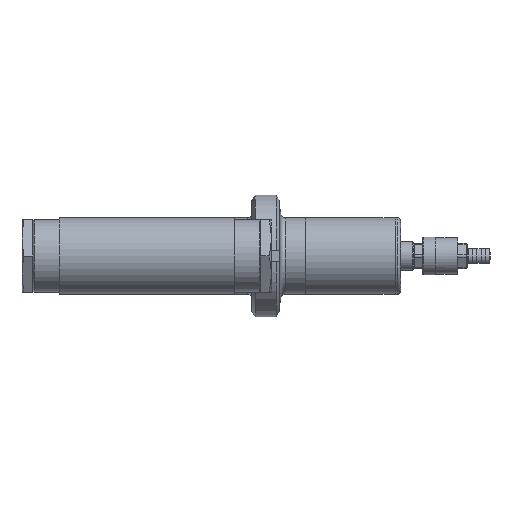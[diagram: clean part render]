
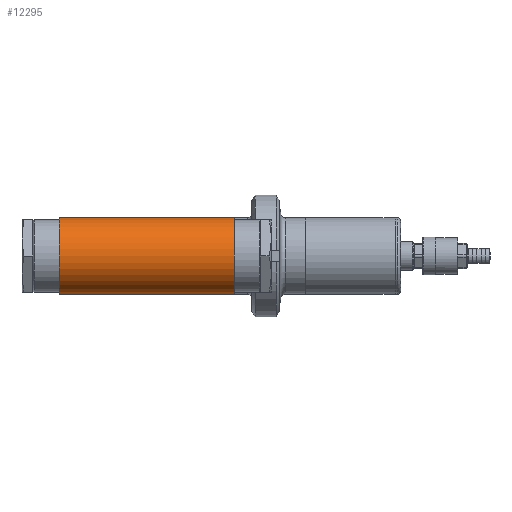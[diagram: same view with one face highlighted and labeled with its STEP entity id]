
A CAD part, left-side view. The second image highlights one B-rep face of the part: STEP entity #12295.
In plain terms, the highlighted cylindrical face has radius 35 mm (diameter 70 mm), a full revolution.
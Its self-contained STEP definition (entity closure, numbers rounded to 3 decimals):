
#3150=ELLIPSE('',#14266,50.931,35.);
#3151=ELLIPSE('',#14267,50.931,35.);
#3163=ORIENTED_EDGE('',*,*,#6724,.T.);
#3164=ORIENTED_EDGE('',*,*,#6725,.F.);
#3165=ORIENTED_EDGE('',*,*,#6726,.T.);
#3166=ORIENTED_EDGE('',*,*,#6727,.T.);
#6724=EDGE_CURVE('',#8505,#8505,#9725,.T.);
#6725=EDGE_CURVE('',#8506,#8506,#9726,.T.);
#6726=EDGE_CURVE('',#8507,#8508,#3150,.T.);
#6727=EDGE_CURVE('',#8508,#8507,#3151,.F.);
#8505=VERTEX_POINT('',#18911);
#8506=VERTEX_POINT('',#18913);
#8507=VERTEX_POINT('',#18915);
#8508=VERTEX_POINT('',#18916);
#9725=CIRCLE('',#14264,35.);
#9726=CIRCLE('',#14265,35.);
#10120=EDGE_LOOP('',(#3163));
#10121=EDGE_LOOP('',(#3164));
#10122=EDGE_LOOP('',(#3165,#3166));
#11111=FACE_BOUND('',#10120,.T.);
#11112=FACE_BOUND('',#10121,.T.);
#11113=FACE_BOUND('',#10122,.T.);
#12099=CYLINDRICAL_SURFACE('',#14263,35.);
#12295=ADVANCED_FACE('',(#11111,#11112,#11113),#12099,.T.);
#14263=AXIS2_PLACEMENT_3D('',#18909,#15464,#15465);
#14264=AXIS2_PLACEMENT_3D('',#18910,#15466,#15467);
#14265=AXIS2_PLACEMENT_3D('',#18912,#15468,#15469);
#14266=AXIS2_PLACEMENT_3D('',#18914,#15470,#15471);
#14267=AXIS2_PLACEMENT_3D('',#18917,#15472,#15473);
#15464=DIRECTION('',(0.,1.,0.));
#15465=DIRECTION('',(0.,0.,1.));
#15466=DIRECTION('',(0.,1.,0.));
#15467=DIRECTION('',(1.,0.,0.));
#15468=DIRECTION('',(0.,1.,0.));
#15469=DIRECTION('',(1.,0.,0.));
#15470=DIRECTION('',(-0.726,-0.687,0.));
#15471=DIRECTION('',(-0.687,0.726,0.));
#15472=DIRECTION('',(0.726,-0.687,0.));
#15473=DIRECTION('',(0.687,0.726,0.));
#18909=CARTESIAN_POINT('',(0.,-160.,0.));
#18910=CARTESIAN_POINT('',(0.,-160.,0.));
#18911=CARTESIAN_POINT('',(35.,-160.,0.));
#18912=CARTESIAN_POINT('',(0.,0.,0.));
#18913=CARTESIAN_POINT('',(35.,0.,0.));
#18914=CARTESIAN_POINT('',(0.,-80.,0.));
#18915=CARTESIAN_POINT('',(0.,-80.,-35.));
#18916=CARTESIAN_POINT('',(0.,-80.,35.));
#18917=CARTESIAN_POINT('',(0.,-80.,0.));
